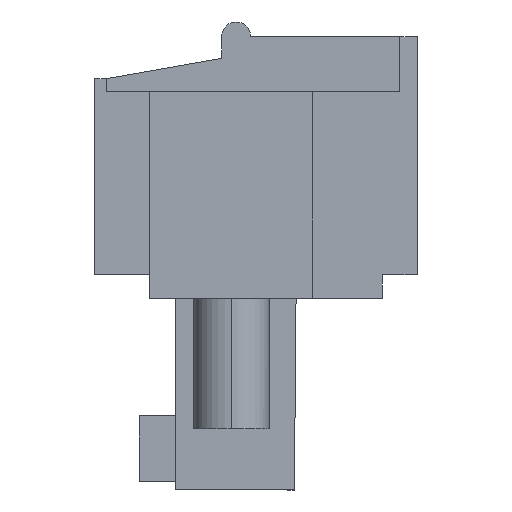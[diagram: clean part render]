
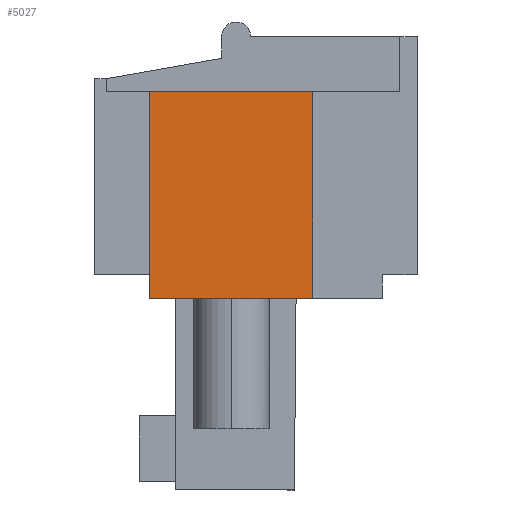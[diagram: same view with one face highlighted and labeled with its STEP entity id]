
A CAD part, left-side view. The second image highlights one B-rep face of the part: STEP entity #5027.
In plain terms, the highlighted planar face has unit normal (-1, 0, 0).
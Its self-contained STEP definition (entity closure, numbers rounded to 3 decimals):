
#5014=AXIS2_PLACEMENT_3D('Plane Axis2P3D',#5011,#5012,#5013) ;
#1086=CARTESIAN_POINT('Vertex',(0.,3.6,6.6)) ;
#1089=CARTESIAN_POINT('Line Origine',(0.,6.4,6.6)) ;
#1093=CARTESIAN_POINT('Vertex',(0.,9.2,6.6)) ;
#3227=CARTESIAN_POINT('Line Origine',(0.,3.6,10.15)) ;
#3231=CARTESIAN_POINT('Vertex',(0.,3.6,13.7)) ;
#3929=CARTESIAN_POINT('Vertex',(0.,9.2,13.7)) ;
#3932=CARTESIAN_POINT('Line Origine',(0.,6.4,13.7)) ;
#5011=CARTESIAN_POINT('Axis2P3D Location',(0.,8.7,13.7)) ;
#5016=CARTESIAN_POINT('Line Origine',(0.,9.2,10.15)) ;
#1090=DIRECTION('Vector Direction',(0.,-1.,0.)) ;
#3228=DIRECTION('Vector Direction',(0.,0.,-1.)) ;
#3933=DIRECTION('Vector Direction',(0.,-1.,0.)) ;
#5012=DIRECTION('Axis2P3D Direction',(1.,0.,0.)) ;
#5013=DIRECTION('Axis2P3D XDirection',(0.,-1.,0.)) ;
#5017=DIRECTION('Vector Direction',(0.,0.,-1.)) ;
#1091=VECTOR('Line Direction',#1090,1.) ;
#3229=VECTOR('Line Direction',#3228,1.) ;
#3934=VECTOR('Line Direction',#3933,1.) ;
#5018=VECTOR('Line Direction',#5017,1.) ;
#5022=ORIENTED_EDGE('',*,*,#5020,.T.) ;
#5023=ORIENTED_EDGE('',*,*,#1095,.T.) ;
#5024=ORIENTED_EDGE('',*,*,#3233,.F.) ;
#5025=ORIENTED_EDGE('',*,*,#3936,.F.) ;
#5027=ADVANCED_FACE('HOUSING',(#5026),#5015,.F.) ;
#1095=EDGE_CURVE('',#1094,#1087,#1092,.T.) ;
#3233=EDGE_CURVE('',#3232,#1087,#3230,.T.) ;
#3936=EDGE_CURVE('',#3930,#3232,#3935,.T.) ;
#5020=EDGE_CURVE('',#3930,#1094,#5019,.T.) ;
#5021=EDGE_LOOP('',(#5022,#5023,#5024,#5025)) ;
#5026=FACE_OUTER_BOUND('',#5021,.T.) ;
#1092=LINE('Line',#1089,#1091) ;
#3230=LINE('Line',#3227,#3229) ;
#3935=LINE('Line',#3932,#3934) ;
#5019=LINE('Line',#5016,#5018) ;
#5015=PLANE('',#5014) ;
#1087=VERTEX_POINT('',#1086) ;
#1094=VERTEX_POINT('',#1093) ;
#3232=VERTEX_POINT('',#3231) ;
#3930=VERTEX_POINT('',#3929) ;
